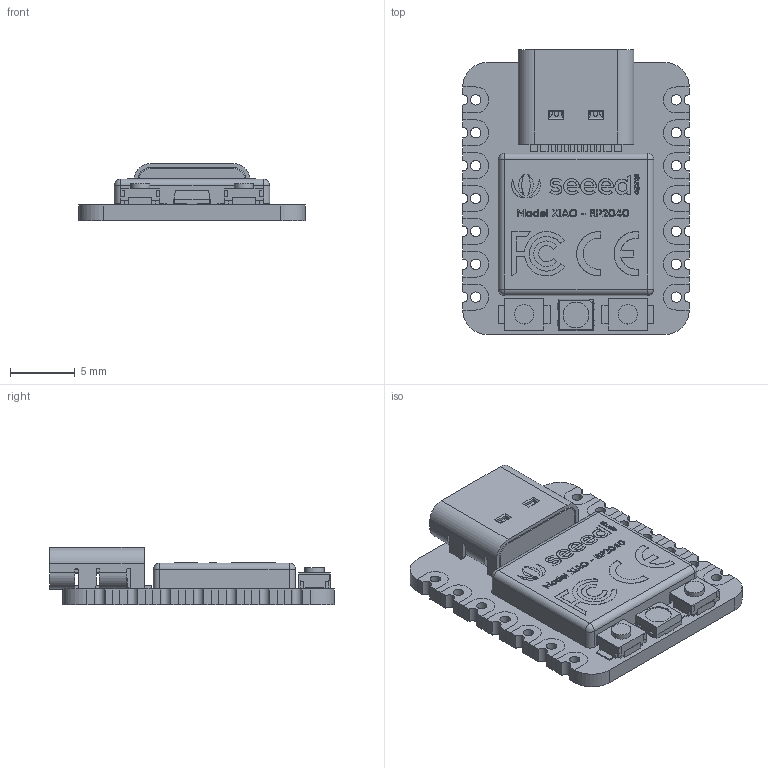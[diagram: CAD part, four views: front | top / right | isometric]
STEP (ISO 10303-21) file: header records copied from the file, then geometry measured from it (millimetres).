
FILE_DESCRIPTION(/* description */ (''),/* implementation_level */ '2;1');
FILE_NAME(/* name */ 'Seeed Studio XIAO RP2040 v1.step',/* time_stamp */ '2026-02-07T02:47:40-05:00',/* author */ (''),/* organization */ (''),/* preprocessor_version */ 'ST-DEVELOPER v20.1',/* originating_system */ 'Autodesk Translation Framework v14.24.0.0',/* authorisation */ '');
FILE_SCHEMA (('AUTOMOTIVE_DESIGN { 1 0 10303 214 3 1 1 }'));
Length unit declared in the file: millimetre
Products named in the file (12): 2026-02-05-00-11-50-873; 2026-02-06-22-20-15-932; 2026-02-05-00-11-50-873_1; 2026-02-05-00-11-50-871; 2026-02-05-00-11-50-872; 2026-02-05-00-11-50-872_1; 2026-02-05-00-11-50-872_2; 2026-02-05-00-11-50-872_3; 2026-02-05-00-11-50-872_4; 2026-02-05-00-11-50-871_1; 2026-02-05-00-11-50-872_5; 2026-02-05-00-11-50-871_2
Assembly tree (11 placements, depth 5):
  2026-02-05-00-11-50-873
    2026-02-06-22-20-15-932
      2026-02-05-00-11-50-873_1
        2026-02-05-00-11-50-871
        2026-02-05-00-11-50-872
        2026-02-05-00-11-50-872_1
          2026-02-05-00-11-50-872_2
          2026-02-05-00-11-50-872_3
          2026-02-05-00-11-50-872_4
          2026-02-05-00-11-50-871_1
          2026-02-05-00-11-50-872_5
        2026-02-05-00-11-50-871_2
Bounding box: 17.5 x 22 x 4.41 mm (x, y, z)
Volume: 826.4 mm3; surface area: 2064.3 mm2
Topology: 83 solids, 83 shells, 1237 faces, 3124 edges, 2044 vertices
Faces by surface type: plane 839, cylinder 185, bspline 185, torus 12, sphere 10, cone 6
Full cylindrical faces by diameter (mm): 0.4 x1, 0.5 x2, 0.8 x14, 1.5 x2, 2 x1
Entity records: 38342 total; most frequent: CARTESIAN_POINT 8879, ORIENTED_EDGE 6232, DIRECTION 5314, EDGE_CURVE 3116, LINE 2356, VECTOR 2356, VERTEX_POINT 2044, AXIS2_PLACEMENT_3D 1479
